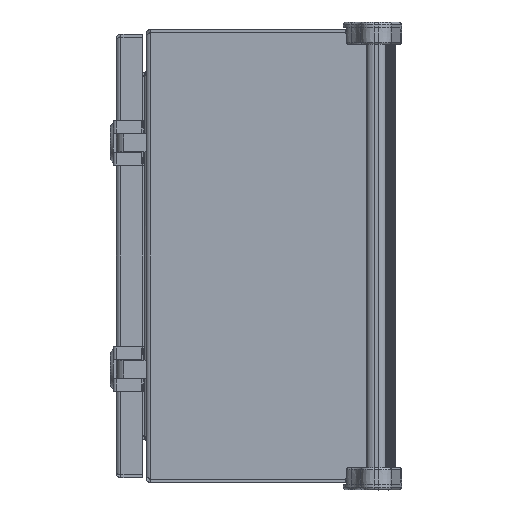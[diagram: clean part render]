
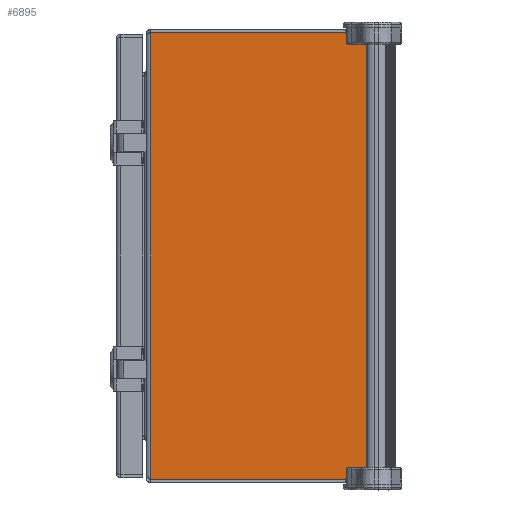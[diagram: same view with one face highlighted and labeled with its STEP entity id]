
A CAD part, left-side view. The second image highlights one B-rep face of the part: STEP entity #6895.
In plain terms, the highlighted planar face has unit normal (-1, 0, 0).
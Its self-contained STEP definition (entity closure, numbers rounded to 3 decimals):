
#1563 = DIRECTION ( 'NONE',  ( 0., -1., 0. ) ) ;
#3328 = VECTOR ( 'NONE', #29893, 1000. ) ;
#3897 = PLANE ( 'NONE',  #90314 ) ;
#6895 = ADVANCED_FACE ( 'NONE', ( #11536 ), #3897, .F. ) ;
#8329 = ORIENTED_EDGE ( 'NONE', *, *, #98286, .T. ) ;
#8709 = CARTESIAN_POINT ( 'NONE',  ( -203.2, 1049.826, -79.93 ) ) ;
#11154 = DIRECTION ( 'NONE',  ( 0., -1., 0. ) ) ;
#11536 = FACE_OUTER_BOUND ( 'NONE', #30774, .T. ) ;
#14042 = CARTESIAN_POINT ( 'NONE',  ( -203.2, -150.34, -79.93 ) ) ;
#15701 = VECTOR ( 'NONE', #11154, 1000. ) ;
#15727 = DIRECTION ( 'NONE',  ( 0., 0., -1. ) ) ;
#20144 = CARTESIAN_POINT ( 'NONE',  ( -203.2, 1049.826, -83.016 ) ) ;
#27427 = CARTESIAN_POINT ( 'NONE',  ( -203.2, -150.34, 66.298 ) ) ;
#28536 = CARTESIAN_POINT ( 'NONE',  ( -203.2, 150.34, -79.93 ) ) ;
#29893 = DIRECTION ( 'NONE',  ( 0., 0., 1. ) ) ;
#30774 = EDGE_LOOP ( 'NONE', ( #66377, #70167, #72330, #8329 ) ) ;
#35324 = VERTEX_POINT ( 'NONE', #27427 ) ;
#38069 = CARTESIAN_POINT ( 'NONE',  ( -203.2, 150.34, -83.016 ) ) ;
#46145 = EDGE_CURVE ( 'NONE', #51718, #35324, #74534, .T. ) ;
#46655 = LINE ( 'NONE', #54236, #3328 ) ;
#51718 = VERTEX_POINT ( 'NONE', #77490 ) ;
#52219 = CARTESIAN_POINT ( 'NONE',  ( -203.2, -150.34, 66.298 ) ) ;
#54236 = CARTESIAN_POINT ( 'NONE',  ( -203.2, -150.34, -83.016 ) ) ;
#54299 = LINE ( 'NONE', #38069, #89455 ) ;
#56286 = VERTEX_POINT ( 'NONE', #28536 ) ;
#59256 = EDGE_CURVE ( 'NONE', #56286, #81540, #61495, .T. ) ;
#61495 = LINE ( 'NONE', #8709, #100165 ) ;
#66377 = ORIENTED_EDGE ( 'NONE', *, *, #46145, .F. ) ;
#70167 = ORIENTED_EDGE ( 'NONE', *, *, #100267, .T. ) ;
#72330 = ORIENTED_EDGE ( 'NONE', *, *, #59256, .T. ) ;
#72909 = DIRECTION ( 'NONE',  ( 1., 0., 0. ) ) ;
#74534 = LINE ( 'NONE', #52219, #15701 ) ;
#77490 = CARTESIAN_POINT ( 'NONE',  ( -203.2, 150.34, 66.298 ) ) ;
#79997 = DIRECTION ( 'NONE',  ( 0., 0., -1. ) ) ;
#81540 = VERTEX_POINT ( 'NONE', #14042 ) ;
#89455 = VECTOR ( 'NONE', #15727, 1000. ) ;
#90314 = AXIS2_PLACEMENT_3D ( 'NONE', #20144, #72909, #79997 ) ;
#98286 = EDGE_CURVE ( 'NONE', #81540, #35324, #46655, .T. ) ;
#100165 = VECTOR ( 'NONE', #1563, 1000. ) ;
#100267 = EDGE_CURVE ( 'NONE', #51718, #56286, #54299, .T. ) ;
